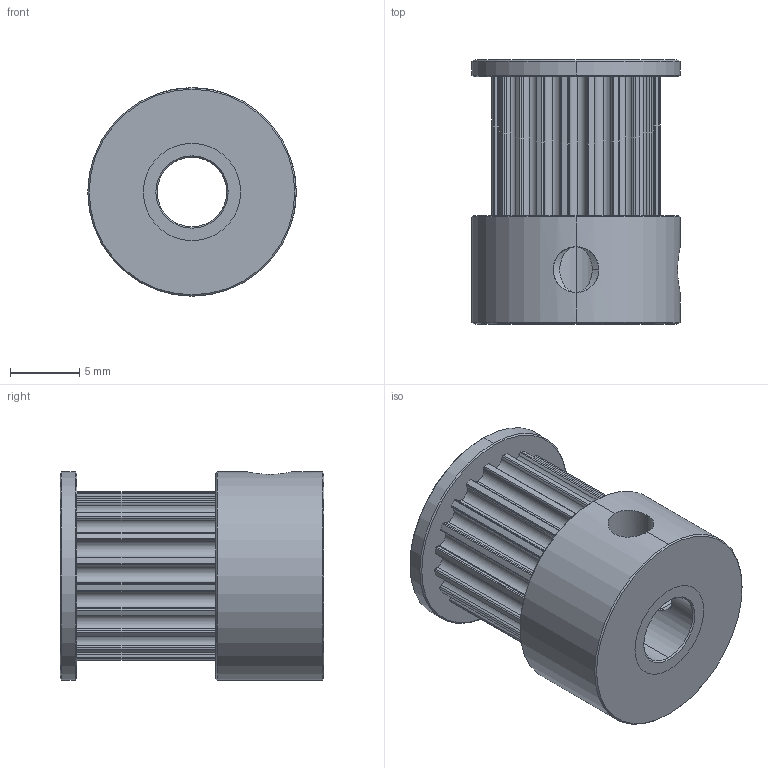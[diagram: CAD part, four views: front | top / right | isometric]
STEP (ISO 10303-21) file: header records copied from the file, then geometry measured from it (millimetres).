
FILE_DESCRIPTION (( 'STEP AP214' ), '1' );
FILE_NAME ('Gates_2GT_20T_Toothed_Pulley_9mm.STEP', '2020-07-09T12:46:59', ( '' ), ( '' ), 'SwSTEP 2.0', 'SolidWorks 2019', '' );
FILE_SCHEMA (( 'AUTOMOTIVE_DESIGN' ));
Length unit declared in the file: millimetre
Products named in the file (1): Gates_2GT_20T_Toothed_Pulley_9mm
Bounding box: 15 x 19 x 15 mm (x, y, z)
Volume: 2140.5 mm3; surface area: 2405.4 mm2
Topology: 3 solids, 3 shells, 183 faces, 517 edges, 338 vertices
Faces by surface type: cylinder 157, cone 18, plane 8
Entity records: 6625 total; most frequent: CARTESIAN_POINT 1455, DIRECTION 1179, ORIENTED_EDGE 1034, EDGE_CURVE 517, AXIS2_PLACEMENT_3D 502, VERTEX_POINT 338, CIRCLE 318, EDGE_LOOP 195
